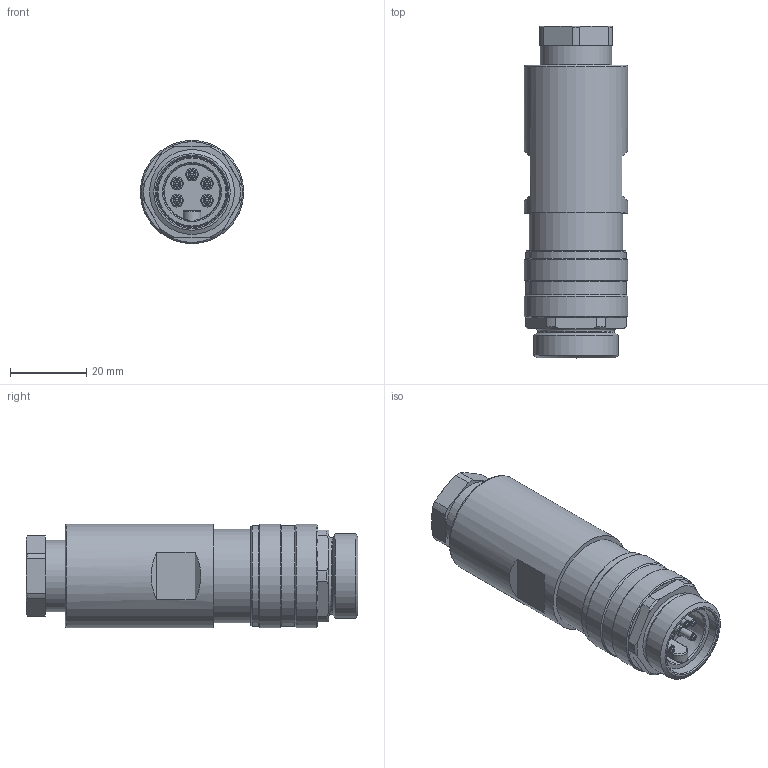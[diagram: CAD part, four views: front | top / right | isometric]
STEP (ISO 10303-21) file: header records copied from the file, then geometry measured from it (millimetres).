
FILE_DESCRIPTION(/* description */ (''),/* implementation_level */ '2;1');
FILE_NAME(/* name */ '8066173_99-2445-21-05_stp.stp',/* time_stamp */ '2016-11-08T09:33:59+01:00',/* author */ (''),/* organization */ (''),/* preprocessor_version */ 'ST-DEVELOPER v16',/* originating_system */ 'SIEMENS PLM Software NX 10.0',/* authorisation */ '');
FILE_SCHEMA (('AUTOMOTIVE_DESIGN { 1 0 10303 214 3 1 1 1 }'));
Length unit declared in the file: millimetre
Products named in the file (1): 8066173_99-2445-21-05_stp
Bounding box: 27 x 86.8 x 27 mm (x, y, z)
Volume: 40613.9 mm3; surface area: 12127.2 mm2
Topology: 1 solids, 2 shells, 200 faces, 473 edges, 298 vertices
Faces by surface type: plane 74, cylinder 62, cone 40, torus 17, bspline 7
Full cylindrical faces by diameter (mm): 2 x5, 3.3 x5, 14.9 x1, 17.4 x1, 17.8 x1, 18.1 x1, 18.5 x1, 18.6 x1, 20 x1, 22.187 x1, 24.5 x1, 24.8 x1, 26.3 x2, 27 x3
Entity records: 5931 total; most frequent: CARTESIAN_POINT 1662, DIRECTION 885, ORIENTED_EDGE 796, EDGE_CURVE 398, AXIS2_PLACEMENT_3D 371, EDGE_LOOP 285, VERTEX_POINT 285, ADVANCED_FACE 200
